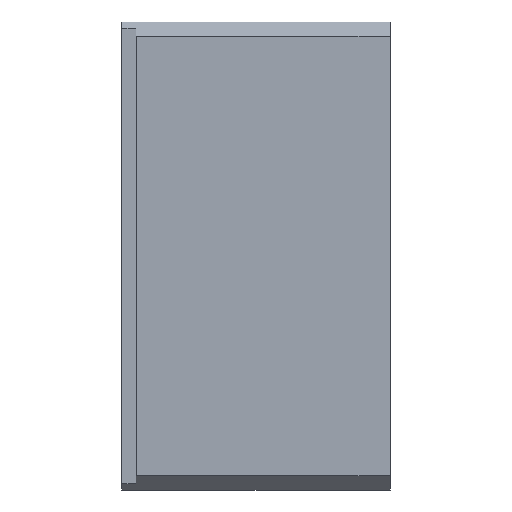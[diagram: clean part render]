
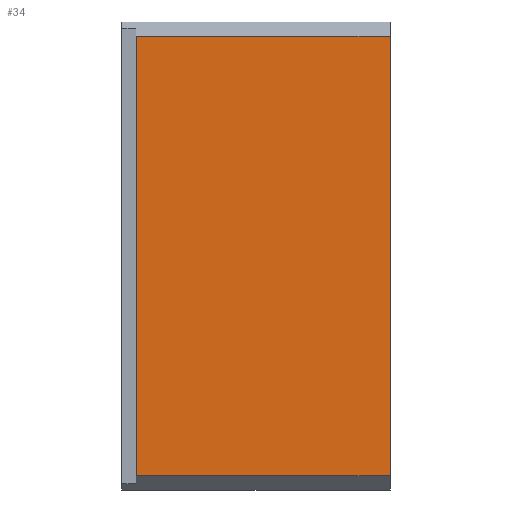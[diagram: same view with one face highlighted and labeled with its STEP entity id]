
A CAD part, left-side view. The second image highlights one B-rep face of the part: STEP entity #34.
In plain terms, the highlighted planar face has unit normal (-1, 0, 0).
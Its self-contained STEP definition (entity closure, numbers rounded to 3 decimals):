
#34=ADVANCED_FACE('',(#50),#42,.F.);
#42=PLANE('',#169);
#50=FACE_OUTER_BOUND('',#58,.T.);
#58=EDGE_LOOP('',(#66,#67,#68,#69));
#66=ORIENTED_EDGE('',*,*,#114,.T.);
#67=ORIENTED_EDGE('',*,*,#115,.T.);
#68=ORIENTED_EDGE('',*,*,#116,.F.);
#69=ORIENTED_EDGE('',*,*,#117,.F.);
#102=VERTEX_POINT('',#215);
#103=VERTEX_POINT('',#216);
#104=VERTEX_POINT('',#218);
#105=VERTEX_POINT('',#220);
#114=EDGE_CURVE('',#102,#103,#132,.T.);
#115=EDGE_CURVE('',#103,#104,#133,.T.);
#116=EDGE_CURVE('',#105,#104,#134,.T.);
#117=EDGE_CURVE('',#102,#105,#135,.T.);
#132=LINE('',#214,#150);
#133=LINE('',#217,#151);
#134=LINE('',#219,#152);
#135=LINE('',#221,#153);
#150=VECTOR('',#179,1.);
#151=VECTOR('',#180,1.);
#152=VECTOR('',#181,1.);
#153=VECTOR('',#182,1.);
#169=AXIS2_PLACEMENT_3D('',#222,#183,#184);
#179=DIRECTION('',(0.,1.,0.));
#180=DIRECTION('',(0.,0.,-1.));
#181=DIRECTION('',(0.,1.,0.));
#182=DIRECTION('',(0.,0.,-1.));
#183=DIRECTION('',(1.,0.,0.));
#184=DIRECTION('',(0.,0.,-1.));
#214=CARTESIAN_POINT('',(138.,0.,352.));
#215=CARTESIAN_POINT('',(138.,0.,352.));
#216=CARTESIAN_POINT('',(138.,408.,352.));
#217=CARTESIAN_POINT('',(138.,408.,412.6));
#218=CARTESIAN_POINT('',(138.,408.,-354.));
#219=CARTESIAN_POINT('',(138.,0.,-354.));
#220=CARTESIAN_POINT('',(138.,0.,-354.));
#221=CARTESIAN_POINT('',(138.,0.,352.));
#222=CARTESIAN_POINT('',(138.,0.,352.));
